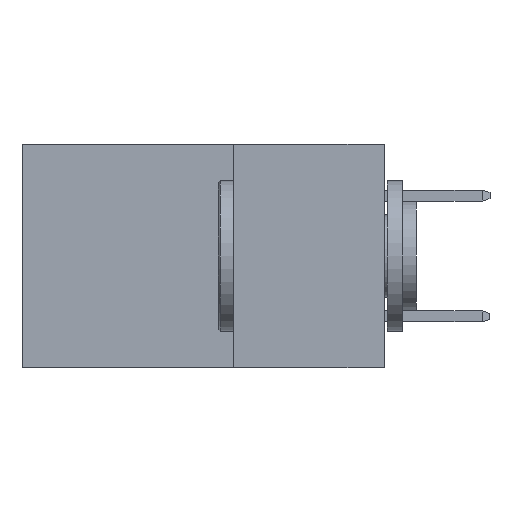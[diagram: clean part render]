
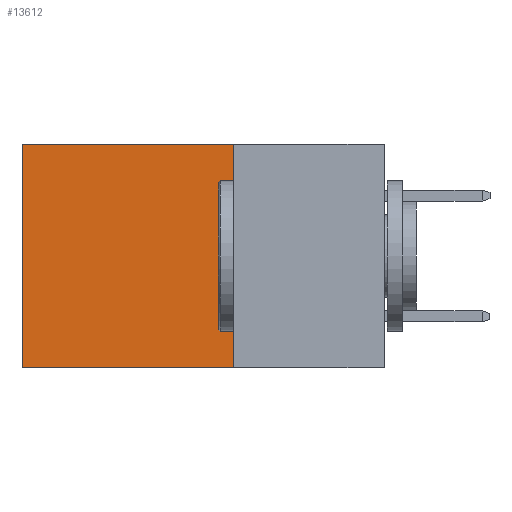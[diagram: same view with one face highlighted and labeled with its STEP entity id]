
A CAD part, left-side view. The second image highlights one B-rep face of the part: STEP entity #13612.
In plain terms, the highlighted planar face has unit normal (-1, 0, 0).
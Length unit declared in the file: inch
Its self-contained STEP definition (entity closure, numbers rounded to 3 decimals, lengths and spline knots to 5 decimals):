
#1539 = ORIENTED_EDGE ( 'NONE', *, *, #23281, .T. ) ;
#1718 = VECTOR ( 'NONE', #6312, 39.37008 ) ;
#2850 = VECTOR ( 'NONE', #7670, 39.37008 ) ;
#4820 = VERTEX_POINT ( 'NONE', #14511 ) ;
#4823 = FACE_OUTER_BOUND ( 'NONE', #21389, .T. ) ;
#6160 = CARTESIAN_POINT ( 'NONE',  ( 0.298, 0.6, 0. ) ) ;
#6255 = PLANE ( 'NONE',  #12942 ) ;
#6312 = DIRECTION ( 'NONE',  ( 0., 0., -1. ) ) ;
#7136 = VERTEX_POINT ( 'NONE', #6160 ) ;
#7670 = DIRECTION ( 'NONE',  ( 0., 1., 0. ) ) ;
#8014 = LINE ( 'NONE', #14894, #22081 ) ;
#8318 = DIRECTION ( 'NONE',  ( 1., 0., 0. ) ) ;
#11033 = ORIENTED_EDGE ( 'NONE', *, *, #19431, .F. ) ;
#12196 = VERTEX_POINT ( 'NONE', #15841 ) ;
#12942 = AXIS2_PLACEMENT_3D ( 'NONE', #19834, #8318, #21712 ) ;
#13299 = LINE ( 'NONE', #21098, #2850 ) ;
#13612 = ADVANCED_FACE ( 'NONE', ( #4823 ), #6255, .F. ) ;
#14511 = CARTESIAN_POINT ( 'NONE',  ( 0.298, 0.6, -0.37 ) ) ;
#14894 = CARTESIAN_POINT ( 'NONE',  ( 0.298, 0.25, -0.37 ) ) ;
#15407 = LINE ( 'NONE', #20516, #20421 ) ;
#15841 = CARTESIAN_POINT ( 'NONE',  ( 0.298, 0.25, 0. ) ) ;
#16349 = ORIENTED_EDGE ( 'NONE', *, *, #16605, .F. ) ;
#16605 = EDGE_CURVE ( 'NONE', #23539, #4820, #8014, .T. ) ;
#16674 = LINE ( 'NONE', #17949, #1718 ) ;
#17395 = CARTESIAN_POINT ( 'NONE',  ( 0.298, 0.25, -0.37 ) ) ;
#17949 = CARTESIAN_POINT ( 'NONE',  ( 0.298, 0.25, 0. ) ) ;
#18704 = DIRECTION ( 'NONE',  ( 0., 1., 0. ) ) ;
#19431 = EDGE_CURVE ( 'NONE', #12196, #23539, #16674, .T. ) ;
#19834 = CARTESIAN_POINT ( 'NONE',  ( 0.298, 0.25, 0. ) ) ;
#20421 = VECTOR ( 'NONE', #22378, 39.37008 ) ;
#20516 = CARTESIAN_POINT ( 'NONE',  ( 0.298, 0.6, 0. ) ) ;
#21098 = CARTESIAN_POINT ( 'NONE',  ( 0.298, 0.25, 0. ) ) ;
#21389 = EDGE_LOOP ( 'NONE', ( #1539, #16349, #11033, #22562 ) ) ;
#21712 = DIRECTION ( 'NONE',  ( 0., 0., -1. ) ) ;
#22081 = VECTOR ( 'NONE', #18704, 39.37008 ) ;
#22378 = DIRECTION ( 'NONE',  ( 0., 0., -1. ) ) ;
#22562 = ORIENTED_EDGE ( 'NONE', *, *, #23138, .T. ) ;
#23138 = EDGE_CURVE ( 'NONE', #12196, #7136, #13299, .T. ) ;
#23281 = EDGE_CURVE ( 'NONE', #7136, #4820, #15407, .T. ) ;
#23539 = VERTEX_POINT ( 'NONE', #17395 ) ;
